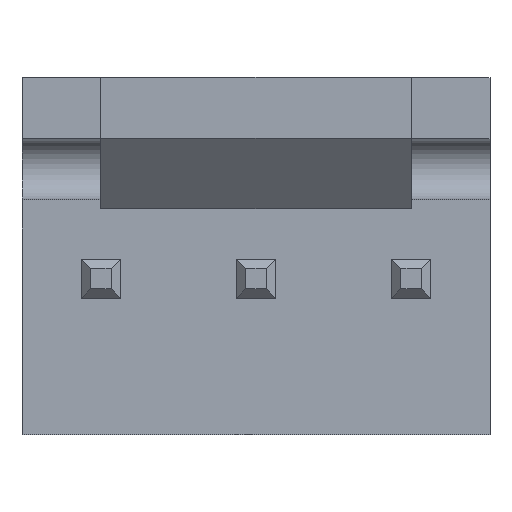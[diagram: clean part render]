
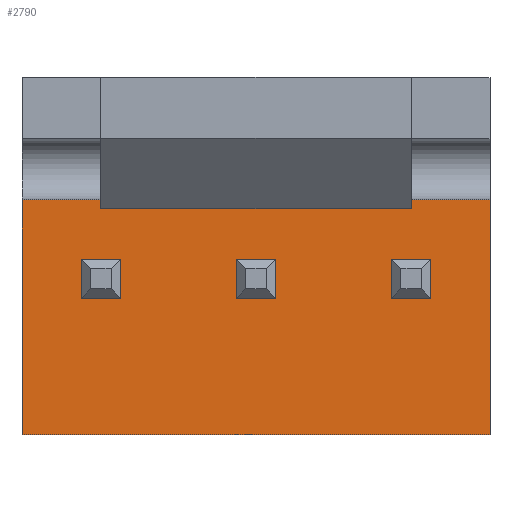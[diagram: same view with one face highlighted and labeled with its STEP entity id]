
A CAD part, top view. The second image highlights one B-rep face of the part: STEP entity #2790.
In plain terms, the highlighted planar face has unit normal (0, 0, 1).
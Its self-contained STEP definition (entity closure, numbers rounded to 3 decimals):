
#2390 = VERTEX_POINT('',#2391);
#2391 = CARTESIAN_POINT('',(-6.37,-2.54,2.5));
#2398 = PLANE('',#2399);
#2399 = AXIS2_PLACEMENT_3D('',#2400,#2401,#2402);
#2400 = CARTESIAN_POINT('',(-6.37,-2.54,0.));
#2401 = DIRECTION('',(0.,1.,0.));
#2402 = DIRECTION('',(1.,0.,0.));
#2410 = PLANE('',#2411);
#2411 = AXIS2_PLACEMENT_3D('',#2412,#2413,#2414);
#2412 = CARTESIAN_POINT('',(-6.37,3.3,0.));
#2413 = DIRECTION('',(1.,0.,0.));
#2414 = DIRECTION('',(0.,-1.,0.));
#2422 = EDGE_CURVE('',#2390,#2423,#2425,.T.);
#2423 = VERTEX_POINT('',#2424);
#2424 = CARTESIAN_POINT('',(1.29,-2.54,2.5));
#2425 = SURFACE_CURVE('',#2426,(#2430,#2437),.PCURVE_S1.);
#2426 = LINE('',#2427,#2428);
#2427 = CARTESIAN_POINT('',(-6.37,-2.54,2.5));
#2428 = VECTOR('',#2429,1.);
#2429 = DIRECTION('',(1.,0.,0.));
#2430 = PCURVE('',#2398,#2431);
#2431 = DEFINITIONAL_REPRESENTATION('',(#2432),#2436);
#2432 = LINE('',#2433,#2434);
#2433 = CARTESIAN_POINT('',(0.,-2.5));
#2434 = VECTOR('',#2435,1.);
#2435 = DIRECTION('',(1.,0.));
#2436 = ( GEOMETRIC_REPRESENTATION_CONTEXT(2) 
PARAMETRIC_REPRESENTATION_CONTEXT() REPRESENTATION_CONTEXT('2D SPACE',''
  ) );
#2437 = PCURVE('',#2438,#2443);
#2438 = PLANE('',#2439);
#2439 = AXIS2_PLACEMENT_3D('',#2440,#2441,#2442);
#2440 = CARTESIAN_POINT('',(-6.37,-2.54,2.5));
#2441 = DIRECTION('',(0.,0.,-1.));
#2442 = DIRECTION('',(-1.,0.,0.));
#2443 = DEFINITIONAL_REPRESENTATION('',(#2444),#2448);
#2444 = LINE('',#2445,#2446);
#2445 = CARTESIAN_POINT('',(0.,0.));
#2446 = VECTOR('',#2447,1.);
#2447 = DIRECTION('',(-1.,0.));
#2448 = ( GEOMETRIC_REPRESENTATION_CONTEXT(2) 
PARAMETRIC_REPRESENTATION_CONTEXT() REPRESENTATION_CONTEXT('2D SPACE',''
  ) );
#2466 = PLANE('',#2467);
#2467 = AXIS2_PLACEMENT_3D('',#2468,#2469,#2470);
#2468 = CARTESIAN_POINT('',(1.29,-2.54,0.));
#2469 = DIRECTION('',(-1.,0.,0.));
#2470 = DIRECTION('',(0.,1.,0.));
#2587 = VERTEX_POINT('',#2588);
#2588 = CARTESIAN_POINT('',(-6.37,1.3,2.5));
#2603 = CYLINDRICAL_SURFACE('',#2604,0.5);
#2604 = AXIS2_PLACEMENT_3D('',#2605,#2606,#2607);
#2605 = CARTESIAN_POINT('',(1.29,1.8,2.5));
#2606 = DIRECTION('',(1.,0.,0.));
#2607 = DIRECTION('',(0.,1.,0.));
#2615 = EDGE_CURVE('',#2587,#2390,#2616,.T.);
#2616 = SURFACE_CURVE('',#2617,(#2621,#2628),.PCURVE_S1.);
#2617 = LINE('',#2618,#2619);
#2618 = CARTESIAN_POINT('',(-6.37,3.3,2.5));
#2619 = VECTOR('',#2620,1.);
#2620 = DIRECTION('',(0.,-1.,0.));
#2621 = PCURVE('',#2410,#2622);
#2622 = DEFINITIONAL_REPRESENTATION('',(#2623),#2627);
#2623 = LINE('',#2624,#2625);
#2624 = CARTESIAN_POINT('',(0.,-2.5));
#2625 = VECTOR('',#2626,1.);
#2626 = DIRECTION('',(1.,0.));
#2627 = ( GEOMETRIC_REPRESENTATION_CONTEXT(2) 
PARAMETRIC_REPRESENTATION_CONTEXT() REPRESENTATION_CONTEXT('2D SPACE',''
  ) );
#2628 = PCURVE('',#2438,#2629);
#2629 = DEFINITIONAL_REPRESENTATION('',(#2630),#2634);
#2630 = LINE('',#2631,#2632);
#2631 = CARTESIAN_POINT('',(0.,5.84));
#2632 = VECTOR('',#2633,1.);
#2633 = DIRECTION('',(0.,-1.));
#2634 = ( GEOMETRIC_REPRESENTATION_CONTEXT(2) 
PARAMETRIC_REPRESENTATION_CONTEXT() REPRESENTATION_CONTEXT('2D SPACE',''
  ) );
#2664 = EDGE_CURVE('',#2423,#2665,#2667,.T.);
#2665 = VERTEX_POINT('',#2666);
#2666 = CARTESIAN_POINT('',(1.29,1.3,2.5));
#2667 = SURFACE_CURVE('',#2668,(#2672,#2679),.PCURVE_S1.);
#2668 = LINE('',#2669,#2670);
#2669 = CARTESIAN_POINT('',(1.29,-2.54,2.5));
#2670 = VECTOR('',#2671,1.);
#2671 = DIRECTION('',(0.,1.,0.));
#2672 = PCURVE('',#2466,#2673);
#2673 = DEFINITIONAL_REPRESENTATION('',(#2674),#2678);
#2674 = LINE('',#2675,#2676);
#2675 = CARTESIAN_POINT('',(0.,-2.5));
#2676 = VECTOR('',#2677,1.);
#2677 = DIRECTION('',(1.,0.));
#2678 = ( GEOMETRIC_REPRESENTATION_CONTEXT(2) 
PARAMETRIC_REPRESENTATION_CONTEXT() REPRESENTATION_CONTEXT('2D SPACE',''
  ) );
#2679 = PCURVE('',#2438,#2680);
#2680 = DEFINITIONAL_REPRESENTATION('',(#2681),#2685);
#2681 = LINE('',#2682,#2683);
#2682 = CARTESIAN_POINT('',(-7.66,0.));
#2683 = VECTOR('',#2684,1.);
#2684 = DIRECTION('',(0.,1.));
#2685 = ( GEOMETRIC_REPRESENTATION_CONTEXT(2) 
PARAMETRIC_REPRESENTATION_CONTEXT() REPRESENTATION_CONTEXT('2D SPACE',''
  ) );
#2790 = ADVANCED_FACE('',(#2791),#2438,.F.);
#2791 = FACE_BOUND('',#2792,.F.);
#2792 = EDGE_LOOP('',(#2793,#2794,#2795,#2816));
#2793 = ORIENTED_EDGE('',*,*,#2422,.F.);
#2794 = ORIENTED_EDGE('',*,*,#2615,.F.);
#2795 = ORIENTED_EDGE('',*,*,#2796,.F.);
#2796 = EDGE_CURVE('',#2665,#2587,#2797,.T.);
#2797 = SURFACE_CURVE('',#2798,(#2802,#2809),.PCURVE_S1.);
#2798 = LINE('',#2799,#2800);
#2799 = CARTESIAN_POINT('',(1.29,1.3,2.5));
#2800 = VECTOR('',#2801,1.);
#2801 = DIRECTION('',(-1.,0.,0.));
#2802 = PCURVE('',#2438,#2803);
#2803 = DEFINITIONAL_REPRESENTATION('',(#2804),#2808);
#2804 = LINE('',#2805,#2806);
#2805 = CARTESIAN_POINT('',(-7.66,3.84));
#2806 = VECTOR('',#2807,1.);
#2807 = DIRECTION('',(1.,0.));
#2808 = ( GEOMETRIC_REPRESENTATION_CONTEXT(2) 
PARAMETRIC_REPRESENTATION_CONTEXT() REPRESENTATION_CONTEXT('2D SPACE',''
  ) );
#2809 = PCURVE('',#2603,#2810);
#2810 = DEFINITIONAL_REPRESENTATION('',(#2811),#2815);
#2811 = LINE('',#2812,#2813);
#2812 = CARTESIAN_POINT('',(3.142,0.));
#2813 = VECTOR('',#2814,1.);
#2814 = DIRECTION('',(0.,-1.));
#2815 = ( GEOMETRIC_REPRESENTATION_CONTEXT(2) 
PARAMETRIC_REPRESENTATION_CONTEXT() REPRESENTATION_CONTEXT('2D SPACE',''
  ) );
#2816 = ORIENTED_EDGE('',*,*,#2664,.F.);
